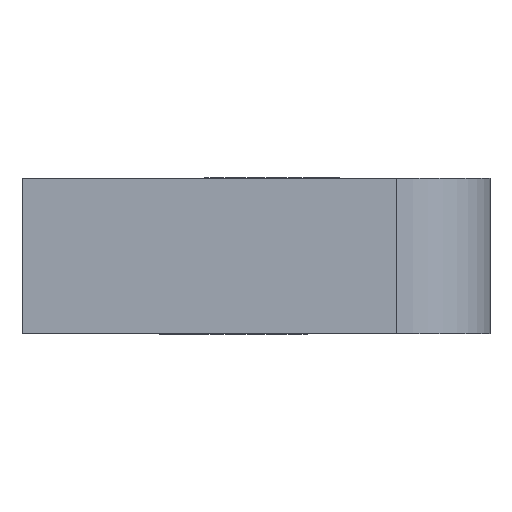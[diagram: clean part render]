
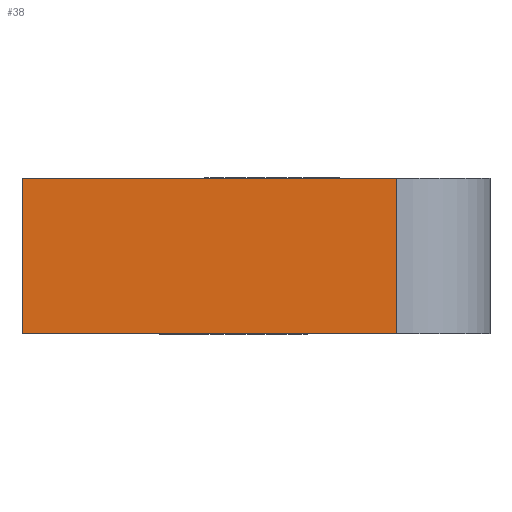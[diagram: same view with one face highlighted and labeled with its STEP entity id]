
A CAD part, front view. The second image highlights one B-rep face of the part: STEP entity #38.
In plain terms, the highlighted planar face has unit normal (0, -1, 0).
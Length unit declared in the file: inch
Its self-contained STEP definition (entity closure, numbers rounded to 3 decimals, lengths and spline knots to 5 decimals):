
#14 = ORIENTED_EDGE ( 'NONE', *, *, #121, .T. ) ;
#15 = ORIENTED_EDGE ( 'NONE', *, *, #978, .T. ) ;
#26 = ORIENTED_EDGE ( 'NONE', *, *, #929, .F. ) ;
#29 = ORIENTED_EDGE ( 'NONE', *, *, #523, .F. ) ;
#38 = ADVANCED_FACE ( 'NONE', ( #504 ), #151, .T. ) ;
#68 = LINE ( 'NONE', #1011, #534 ) ;
#121 = EDGE_CURVE ( 'NONE', #165, #783, #721, .T. ) ;
#145 = AXIS2_PLACEMENT_3D ( 'NONE', #148, #189, #192 ) ;
#148 = CARTESIAN_POINT ( 'NONE',  ( 0., -1.5748, 0. ) ) ;
#151 = PLANE ( 'NONE',  #145 ) ;
#165 = VERTEX_POINT ( 'NONE', #415 ) ;
#189 = DIRECTION ( 'NONE',  ( 0., -1., 0. ) ) ;
#192 = DIRECTION ( 'NONE',  ( 1., 0., 0. ) ) ;
#208 = CARTESIAN_POINT ( 'NONE',  ( 0., -1.5748, 0.19685 ) ) ;
#368 = CARTESIAN_POINT ( 'NONE',  ( 0., -1.5748, 0. ) ) ;
#369 = DIRECTION ( 'NONE',  ( 1., 0., 0. ) ) ;
#391 = EDGE_LOOP ( 'NONE', ( #14, #15, #26, #29 ) ) ;
#415 = CARTESIAN_POINT ( 'NONE',  ( 0., -1.5748, 0. ) ) ;
#504 = FACE_OUTER_BOUND ( 'NONE', #391, .T. ) ;
#523 = EDGE_CURVE ( 'NONE', #165, #907, #735, .T. ) ;
#534 = VECTOR ( 'NONE', #1005, 39.37008 ) ;
#663 = VECTOR ( 'NONE', #819, 39.37008 ) ;
#706 = LINE ( 'NONE', #730, #663 ) ;
#721 = LINE ( 'NONE', #368, #1022 ) ;
#730 = CARTESIAN_POINT ( 'NONE',  ( 0., -1.5748, 0.19685 ) ) ;
#734 = VECTOR ( 'NONE', #989, 39.37008 ) ;
#735 = LINE ( 'NONE', #1000, #734 ) ;
#783 = VERTEX_POINT ( 'NONE', #857 ) ;
#819 = DIRECTION ( 'NONE',  ( 1., 0., 0. ) ) ;
#857 = CARTESIAN_POINT ( 'NONE',  ( 0.47244, -1.5748, 0. ) ) ;
#907 = VERTEX_POINT ( 'NONE', #208 ) ;
#929 = EDGE_CURVE ( 'NONE', #907, #1014, #706, .T. ) ;
#978 = EDGE_CURVE ( 'NONE', #783, #1014, #68, .T. ) ;
#986 = CARTESIAN_POINT ( 'NONE',  ( 0.47244, -1.5748, 0.19685 ) ) ;
#989 = DIRECTION ( 'NONE',  ( 0., 0., 1. ) ) ;
#1000 = CARTESIAN_POINT ( 'NONE',  ( 0., -1.5748, 0. ) ) ;
#1005 = DIRECTION ( 'NONE',  ( 0., 0., 1. ) ) ;
#1011 = CARTESIAN_POINT ( 'NONE',  ( 0.47244, -1.5748, 0. ) ) ;
#1014 = VERTEX_POINT ( 'NONE', #986 ) ;
#1022 = VECTOR ( 'NONE', #369, 39.37008 ) ;
